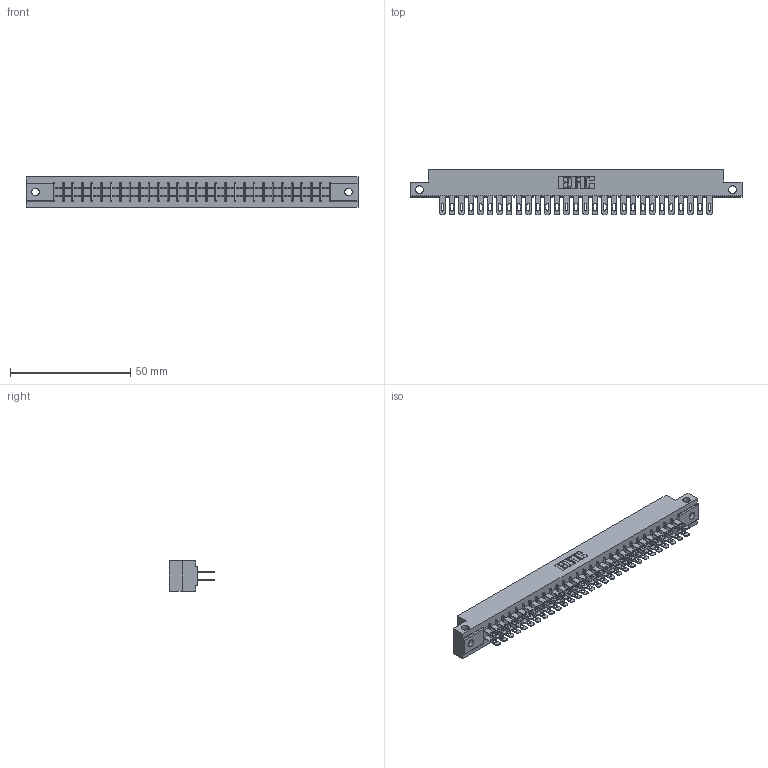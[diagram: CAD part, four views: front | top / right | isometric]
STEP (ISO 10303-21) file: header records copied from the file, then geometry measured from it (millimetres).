
FILE_DESCRIPTION (( 'STEP AP203' ), '1' );
FILE_NAME ('355-058-500-512.STEP', '2020-09-20T08:21:45', ( '' ), ( '' ), 'SwSTEP 2.0', 'SolidWorks 2020', '' );
FILE_SCHEMA (( 'CONFIG_CONTROL_DESIGN' ));
Length unit declared in the file: inch
Products named in the file (3): 305 Part_.128 Dia; 355-058-500-512; 305-290-001_500
Assembly tree (59 placements, depth 2):
  355-058-500-512
    305 Part_.128 Dia
    305-290-001_500  x58
Bounding box: 137.92 x 18.85 x 12.7 mm (x, y, z)
Volume: 13885.8 mm3; surface area: 19229.2 mm2
Topology: 59 solids, 59 shells, 3028 faces, 8675 edges, 5622 vertices
Faces by surface type: plane 1692, cylinder 1220, sphere 116
Entity records: 33410 total; most frequent: CARTESIAN_POINT 5577, ORIENTED_EDGE 5490, DIRECTION 5347, EDGE_CURVE 2745, LINE 2187, VECTOR 2187, VERTEX_POINT 1746, AXIS2_PLACEMENT_3D 1580
